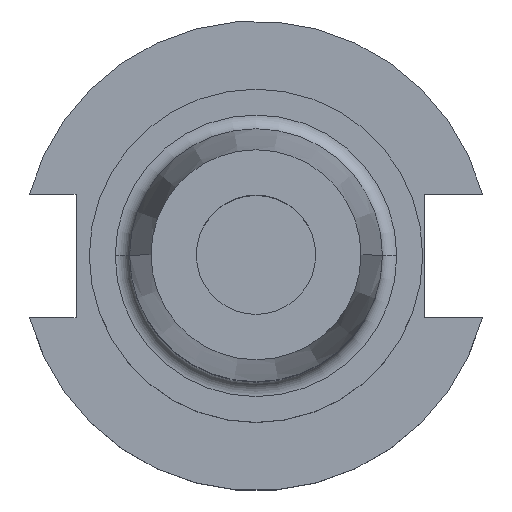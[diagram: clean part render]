
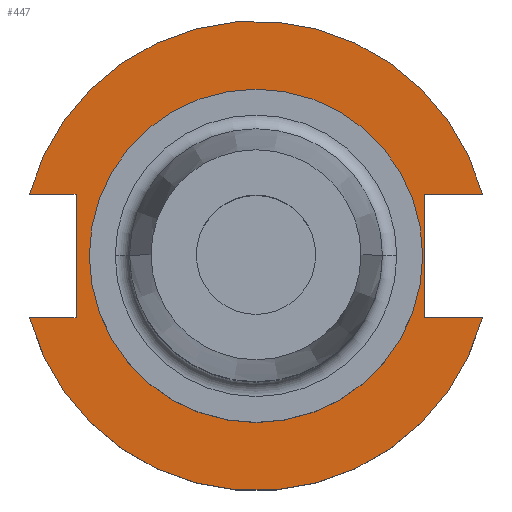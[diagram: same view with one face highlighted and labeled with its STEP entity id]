
A CAD part, top view. The second image highlights one B-rep face of the part: STEP entity #447.
In plain terms, the highlighted planar face has unit normal (0, 0, 1).
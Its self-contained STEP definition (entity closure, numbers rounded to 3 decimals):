
#20 = CARTESIAN_POINT ( 'NONE',  ( -63.719, -12.954, 19.05 ) ) ;
#23 = DIRECTION ( 'NONE',  ( 0., 0., 1. ) ) ;
#25 = EDGE_CURVE ( 'NONE', #1376, #1723, #797, .T. ) ;
#40 = VERTEX_POINT ( 'NONE', #1654 ) ;
#61 = ORIENTED_EDGE ( 'NONE', *, *, #688, .F. ) ;
#91 = ORIENTED_EDGE ( 'NONE', *, *, #1597, .F. ) ;
#106 = VERTEX_POINT ( 'NONE', #625 ) ;
#108 = ORIENTED_EDGE ( 'NONE', *, *, #166, .F. ) ;
#157 = CARTESIAN_POINT ( 'NONE',  ( 47.477, 12.954, 19.05 ) ) ;
#166 = EDGE_CURVE ( 'NONE', #1723, #853, #1666, .T. ) ;
#223 = VERTEX_POINT ( 'NONE', #1038 ) ;
#229 = DIRECTION ( 'NONE',  ( 0., 0., 1. ) ) ;
#235 = DIRECTION ( 'NONE',  ( 1., 0., 0. ) ) ;
#238 = EDGE_CURVE ( 'NONE', #106, #223, #1625, .T. ) ;
#279 = VECTOR ( 'NONE', #598, 1000. ) ;
#292 = CARTESIAN_POINT ( 'NONE',  ( 35.306, -12.954, 19.05 ) ) ;
#303 = EDGE_LOOP ( 'NONE', ( #1406, #1176, #108, #552, #1649, #1098, #91, #61 ) ) ;
#314 = CARTESIAN_POINT ( 'NONE',  ( 35.306, 12.954, 19.05 ) ) ;
#356 = CARTESIAN_POINT ( 'NONE',  ( -37.719, -12.954, 19.05 ) ) ;
#367 = VECTOR ( 'NONE', #637, 1000. ) ;
#386 = CARTESIAN_POINT ( 'NONE',  ( 0., 0., 19.05 ) ) ;
#387 = CARTESIAN_POINT ( 'NONE',  ( 0., 0., 19.05 ) ) ;
#388 = DIRECTION ( 'NONE',  ( -1., 0., 0. ) ) ;
#431 = CARTESIAN_POINT ( 'NONE',  ( -37.719, 12.954, 19.05 ) ) ;
#447 = ADVANCED_FACE ( 'NONE', ( #560, #906 ), #969, .T. ) ;
#452 = CARTESIAN_POINT ( 'NONE',  ( 0., 49.212, 19.05 ) ) ;
#455 = CARTESIAN_POINT ( 'NONE',  ( 0., 0., 19.05 ) ) ;
#465 = AXIS2_PLACEMENT_3D ( 'NONE', #455, #742, #623 ) ;
#552 = ORIENTED_EDGE ( 'NONE', *, *, #25, .F. ) ;
#560 = FACE_BOUND ( 'NONE', #1030, .T. ) ;
#584 = VECTOR ( 'NONE', #804, 1000. ) ;
#598 = DIRECTION ( 'NONE',  ( -1., 0., 0. ) ) ;
#603 = CIRCLE ( 'NONE', #465, 49.212 ) ;
#610 = DIRECTION ( 'NONE',  ( 0., 0., 1. ) ) ;
#623 = DIRECTION ( 'NONE',  ( 1., 0., 0. ) ) ;
#625 = CARTESIAN_POINT ( 'NONE',  ( 34.925, 0., 19.05 ) ) ;
#628 = VECTOR ( 'NONE', #1350, 1000. ) ;
#637 = DIRECTION ( 'NONE',  ( 0., 1., 0. ) ) ;
#659 = LINE ( 'NONE', #1660, #279 ) ;
#667 = CARTESIAN_POINT ( 'NONE',  ( -37.719, 12.954, 19.05 ) ) ;
#688 = EDGE_CURVE ( 'NONE', #40, #1656, #1313, .T. ) ;
#698 = EDGE_CURVE ( 'NONE', #1178, #883, #659, .T. ) ;
#699 = DIRECTION ( 'NONE',  ( 1., 0., 0. ) ) ;
#720 = DIRECTION ( 'NONE',  ( 1., 0., 0. ) ) ;
#728 = LINE ( 'NONE', #667, #367 ) ;
#738 = VERTEX_POINT ( 'NONE', #765 ) ;
#742 = DIRECTION ( 'NONE',  ( 0., 0., 1. ) ) ;
#753 = VECTOR ( 'NONE', #388, 1000. ) ;
#765 = CARTESIAN_POINT ( 'NONE',  ( 47.477, -12.954, 19.05 ) ) ;
#797 = LINE ( 'NONE', #891, #753 ) ;
#798 = VECTOR ( 'NONE', #1548, 1000. ) ;
#804 = DIRECTION ( 'NONE',  ( 0., -1., 0. ) ) ;
#851 = CIRCLE ( 'NONE', #1180, 49.212 ) ;
#853 = VERTEX_POINT ( 'NONE', #1379 ) ;
#883 = VERTEX_POINT ( 'NONE', #1158 ) ;
#889 = AXIS2_PLACEMENT_3D ( 'NONE', #942, #23, #1741 ) ;
#891 = CARTESIAN_POINT ( 'NONE',  ( 35.306, 12.954, 19.05 ) ) ;
#906 = FACE_OUTER_BOUND ( 'NONE', #303, .T. ) ;
#908 = CIRCLE ( 'NONE', #889, 34.925 ) ;
#942 = CARTESIAN_POINT ( 'NONE',  ( 0., 0., 19.05 ) ) ;
#969 = PLANE ( 'NONE',  #1183 ) ;
#1030 = EDGE_LOOP ( 'NONE', ( #1437, #1168 ) ) ;
#1038 = CARTESIAN_POINT ( 'NONE',  ( -34.925, 0., 19.05 ) ) ;
#1039 = AXIS2_PLACEMENT_3D ( 'NONE', #386, #1167, #235 ) ;
#1060 = EDGE_CURVE ( 'NONE', #1376, #883, #851, .T. ) ;
#1085 = LINE ( 'NONE', #292, #798 ) ;
#1098 = ORIENTED_EDGE ( 'NONE', *, *, #698, .F. ) ;
#1158 = CARTESIAN_POINT ( 'NONE',  ( -47.477, 12.954, 19.05 ) ) ;
#1167 = DIRECTION ( 'NONE',  ( 0., 0., 1. ) ) ;
#1168 = ORIENTED_EDGE ( 'NONE', *, *, #1341, .F. ) ;
#1176 = ORIENTED_EDGE ( 'NONE', *, *, #1365, .F. ) ;
#1178 = VERTEX_POINT ( 'NONE', #431 ) ;
#1180 = AXIS2_PLACEMENT_3D ( 'NONE', #387, #229, #699 ) ;
#1183 = AXIS2_PLACEMENT_3D ( 'NONE', #452, #610, #720 ) ;
#1313 = LINE ( 'NONE', #20, #628 ) ;
#1341 = EDGE_CURVE ( 'NONE', #223, #106, #908, .T. ) ;
#1350 = DIRECTION ( 'NONE',  ( 1., 0., 0. ) ) ;
#1365 = EDGE_CURVE ( 'NONE', #853, #738, #1085, .T. ) ;
#1376 = VERTEX_POINT ( 'NONE', #157 ) ;
#1379 = CARTESIAN_POINT ( 'NONE',  ( 35.306, -12.954, 19.05 ) ) ;
#1406 = ORIENTED_EDGE ( 'NONE', *, *, #1679, .T. ) ;
#1437 = ORIENTED_EDGE ( 'NONE', *, *, #238, .F. ) ;
#1548 = DIRECTION ( 'NONE',  ( 1., 0., 0. ) ) ;
#1597 = EDGE_CURVE ( 'NONE', #1656, #1178, #728, .T. ) ;
#1625 = CIRCLE ( 'NONE', #1039, 34.925 ) ;
#1649 = ORIENTED_EDGE ( 'NONE', *, *, #1060, .T. ) ;
#1654 = CARTESIAN_POINT ( 'NONE',  ( -47.477, -12.954, 19.05 ) ) ;
#1656 = VERTEX_POINT ( 'NONE', #356 ) ;
#1660 = CARTESIAN_POINT ( 'NONE',  ( -63.719, 12.954, 19.05 ) ) ;
#1666 = LINE ( 'NONE', #1710, #584 ) ;
#1679 = EDGE_CURVE ( 'NONE', #40, #738, #603, .T. ) ;
#1710 = CARTESIAN_POINT ( 'NONE',  ( 35.306, 12.954, 19.05 ) ) ;
#1723 = VERTEX_POINT ( 'NONE', #314 ) ;
#1741 = DIRECTION ( 'NONE',  ( 1., 0., 0. ) ) ;
